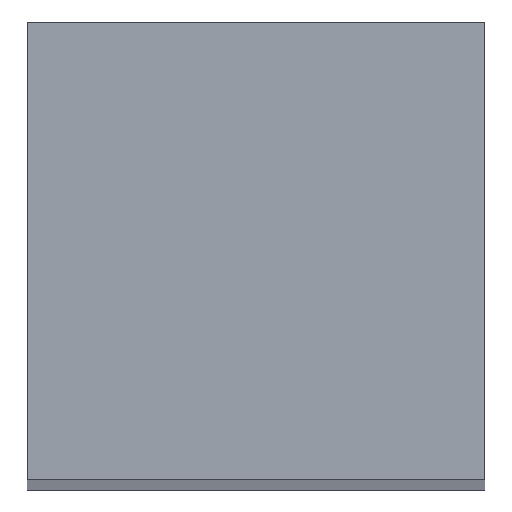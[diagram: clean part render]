
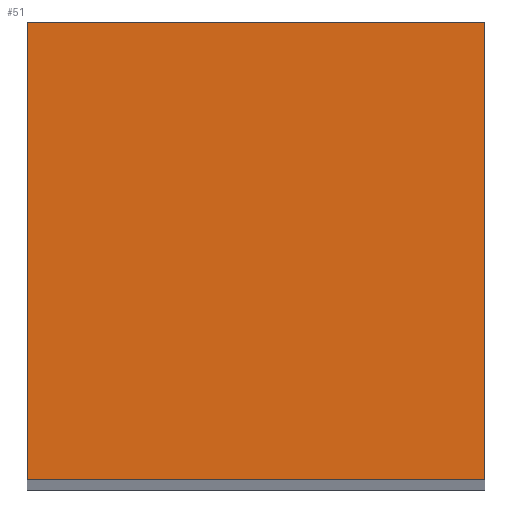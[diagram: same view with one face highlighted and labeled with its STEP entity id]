
A CAD part, top view. The second image highlights one B-rep face of the part: STEP entity #51.
In plain terms, the highlighted planar face has unit normal (0, 0, 1).
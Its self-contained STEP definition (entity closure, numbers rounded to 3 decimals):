
#16 = LINE ( 'NONE', #168, #182 ) ;
#17 = EDGE_CURVE ( 'NONE', #115, #151, #165, .T. ) ;
#18 = CARTESIAN_POINT ( 'NONE',  ( -20., 20., 520. ) ) ;
#32 = DIRECTION ( 'NONE',  ( 0., -1., 0. ) ) ;
#33 = CARTESIAN_POINT ( 'NONE',  ( -20., -20., 520. ) ) ;
#37 = DIRECTION ( 'NONE',  ( 0., 1., 0. ) ) ;
#51 = ADVANCED_FACE ( 'NONE', ( #66 ), #89, .F. ) ;
#52 = EDGE_CURVE ( 'NONE', #173, #115, #16, .T. ) ;
#58 = VERTEX_POINT ( 'NONE', #33 ) ;
#62 = VECTOR ( 'NONE', #97, 1000. ) ;
#66 = FACE_OUTER_BOUND ( 'NONE', #116, .T. ) ;
#68 = VECTOR ( 'NONE', #32, 1000. ) ;
#79 = EDGE_CURVE ( 'NONE', #151, #58, #136, .T. ) ;
#82 = CARTESIAN_POINT ( 'NONE',  ( -20., 20., 520. ) ) ;
#85 = CARTESIAN_POINT ( 'NONE',  ( -20., -20., 520. ) ) ;
#89 = PLANE ( 'NONE',  #148 ) ;
#94 = VECTOR ( 'NONE', #144, 1000. ) ;
#95 = CARTESIAN_POINT ( 'NONE',  ( -20., -20., 520. ) ) ;
#97 = DIRECTION ( 'NONE',  ( 1., 0., 0. ) ) ;
#98 = LINE ( 'NONE', #85, #62 ) ;
#115 = VERTEX_POINT ( 'NONE', #124 ) ;
#116 = EDGE_LOOP ( 'NONE', ( #138, #161, #141, #142 ) ) ;
#121 = CARTESIAN_POINT ( 'NONE',  ( 0., 0., 520. ) ) ;
#124 = CARTESIAN_POINT ( 'NONE',  ( 20., 20., 520. ) ) ;
#131 = DIRECTION ( 'NONE',  ( 0., 0., -1. ) ) ;
#135 = EDGE_CURVE ( 'NONE', #58, #173, #98, .T. ) ;
#136 = LINE ( 'NONE', #95, #68 ) ;
#138 = ORIENTED_EDGE ( 'NONE', *, *, #52, .T. ) ;
#140 = CARTESIAN_POINT ( 'NONE',  ( 20., -20., 520. ) ) ;
#141 = ORIENTED_EDGE ( 'NONE', *, *, #79, .T. ) ;
#142 = ORIENTED_EDGE ( 'NONE', *, *, #135, .T. ) ;
#144 = DIRECTION ( 'NONE',  ( -1., 0., 0. ) ) ;
#148 = AXIS2_PLACEMENT_3D ( 'NONE', #121, #131, #180 ) ;
#151 = VERTEX_POINT ( 'NONE', #82 ) ;
#161 = ORIENTED_EDGE ( 'NONE', *, *, #17, .T. ) ;
#165 = LINE ( 'NONE', #18, #94 ) ;
#168 = CARTESIAN_POINT ( 'NONE',  ( 20., -20., 520. ) ) ;
#173 = VERTEX_POINT ( 'NONE', #140 ) ;
#180 = DIRECTION ( 'NONE',  ( -1., 0., 0. ) ) ;
#182 = VECTOR ( 'NONE', #37, 1000. ) ;
